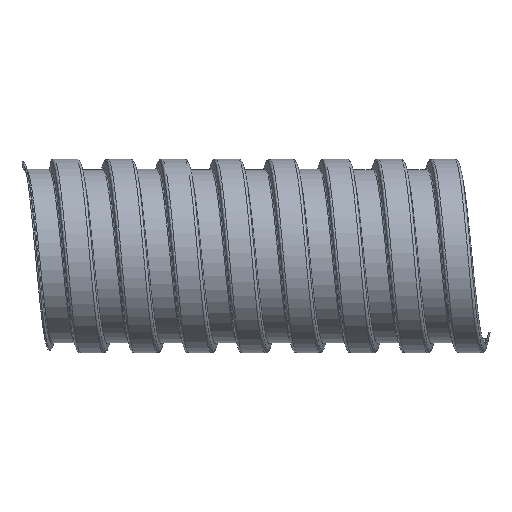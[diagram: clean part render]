
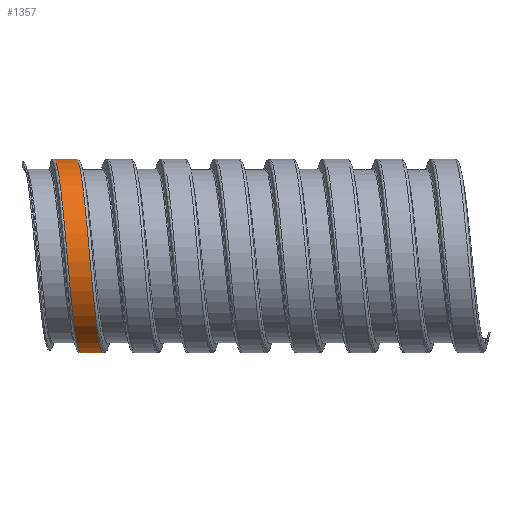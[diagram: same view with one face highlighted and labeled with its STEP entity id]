
A CAD part, top view. The second image highlights one B-rep face of the part: STEP entity #1357.
In plain terms, the highlighted cylindrical face has radius 20.7 mm (diameter 41.4 mm), a partial arc.
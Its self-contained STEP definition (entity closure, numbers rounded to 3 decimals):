
#155=FACE_OUTER_BOUND('',#225,.T.);
#225=EDGE_LOOP('',(#967,#968,#969,#970));
#319=B_SPLINE_CURVE_WITH_KNOTS('',3,(#2580,#2581,#2582,#2583,#2584,#2585,
#2586,#2587,#2588,#2589),.UNSPECIFIED.,.F.,.F.,(4,1,1,1,1,1,1,4),(0.,0.496,
0.993,1.489,1.985,2.482,2.978,
3.142),.UNSPECIFIED.);
#320=B_SPLINE_CURVE_WITH_KNOTS('',3,(#2592,#2593,#2594,#2595,#2596,#2597,
#2598,#2599,#2600,#2601),.UNSPECIFIED.,.F.,.F.,(4,1,1,1,1,1,1,4),(0.,0.496,
0.993,1.489,1.985,2.482,2.978,
3.142),.UNSPECIFIED.);
#417=LINE('',#2578,#489);
#418=LINE('',#2591,#490);
#489=VECTOR('',#1598,20.7);
#490=VECTOR('',#1599,10.);
#591=VERTEX_POINT('',#2576);
#592=VERTEX_POINT('',#2577);
#593=VERTEX_POINT('',#2579);
#594=VERTEX_POINT('',#2590);
#745=EDGE_CURVE('',#591,#592,#417,.T.);
#746=EDGE_CURVE('',#593,#591,#319,.T.);
#747=EDGE_CURVE('',#593,#594,#418,.T.);
#748=EDGE_CURVE('',#594,#592,#320,.T.);
#967=ORIENTED_EDGE('',*,*,#745,.F.);
#968=ORIENTED_EDGE('',*,*,#746,.F.);
#969=ORIENTED_EDGE('',*,*,#747,.T.);
#970=ORIENTED_EDGE('',*,*,#748,.T.);
#1303=CYLINDRICAL_SURFACE('',#1450,20.7);
#1357=ADVANCED_FACE('',(#155),#1303,.T.);
#1450=AXIS2_PLACEMENT_3D('',#2575,#1596,#1597);
#1596=DIRECTION('center_axis',(1.,0.,0.));
#1597=DIRECTION('ref_axis',(0.,1.,0.));
#1598=DIRECTION('',(-1.,0.,0.));
#1599=DIRECTION('',(-1.,0.,0.));
#2575=CARTESIAN_POINT('Origin',(11.572,0.,
0.));
#2576=CARTESIAN_POINT('',(17.347,-20.699,0.));
#2577=CARTESIAN_POINT('',(12.552,-20.699,0.));
#2578=CARTESIAN_POINT('',(11.572,-20.7,0.));
#2579=CARTESIAN_POINT('',(11.572,20.7,0.));
#2580=CARTESIAN_POINT('Ctrl Pts',(11.572,20.7,0.));
#2581=CARTESIAN_POINT('Ctrl Pts',(11.876,20.7,3.425));
#2582=CARTESIAN_POINT('Ctrl Pts',(12.484,18.967,10.271));
#2583=CARTESIAN_POINT('Ctrl Pts',(13.396,11.786,18.065));
#2584=CARTESIAN_POINT('Ctrl Pts',(14.309,1.762,21.497));
#2585=CARTESIAN_POINT('Ctrl Pts',(15.221,-8.688,19.742));
#2586=CARTESIAN_POINT('Ctrl Pts',(16.133,-17.041,13.222));
#2587=CARTESIAN_POINT('Ctrl Pts',(16.842,-20.334,5.682));
#2588=CARTESIAN_POINT('Ctrl Pts',(17.246,-20.7,1.129));
#2589=CARTESIAN_POINT('Ctrl Pts',(17.347,-20.699,0.));
#2590=CARTESIAN_POINT('',(6.777,20.7,0.));
#2591=CARTESIAN_POINT('',(11.572,20.7,0.));
#2592=CARTESIAN_POINT('Ctrl Pts',(6.777,20.7,0.));
#2593=CARTESIAN_POINT('Ctrl Pts',(7.081,20.7,3.425));
#2594=CARTESIAN_POINT('Ctrl Pts',(7.689,18.967,10.271));
#2595=CARTESIAN_POINT('Ctrl Pts',(8.601,11.786,18.065));
#2596=CARTESIAN_POINT('Ctrl Pts',(9.514,1.762,21.497));
#2597=CARTESIAN_POINT('Ctrl Pts',(10.426,-8.688,19.742));
#2598=CARTESIAN_POINT('Ctrl Pts',(11.339,-17.041,13.222));
#2599=CARTESIAN_POINT('Ctrl Pts',(12.047,-20.334,5.682));
#2600=CARTESIAN_POINT('Ctrl Pts',(12.451,-20.7,1.129));
#2601=CARTESIAN_POINT('Ctrl Pts',(12.552,-20.699,0.));
